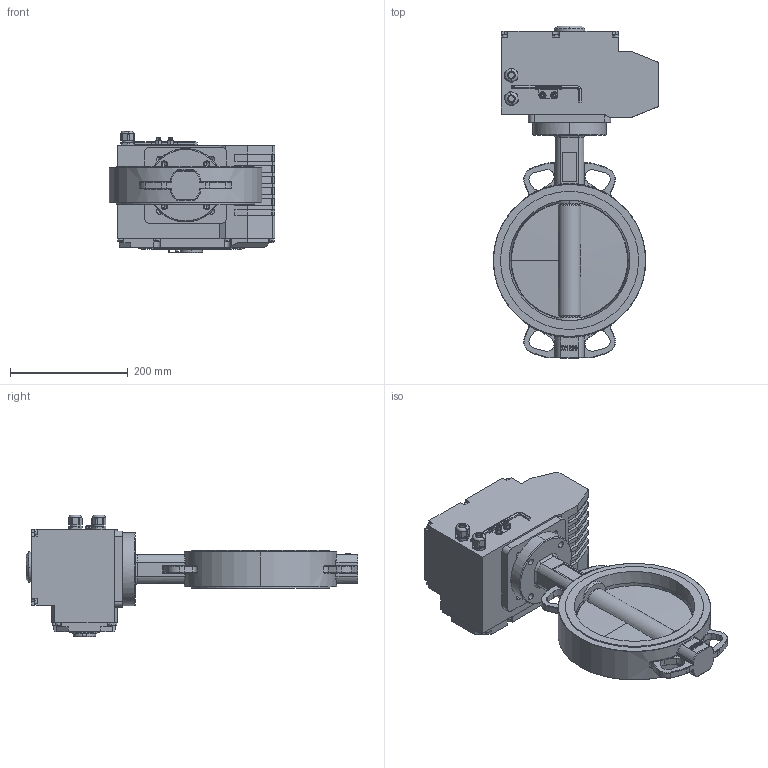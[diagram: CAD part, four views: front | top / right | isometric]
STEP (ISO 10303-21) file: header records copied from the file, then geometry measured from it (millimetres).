
FILE_DESCRIPTION (( 'STEP AP203' ), '1' );
FILE_NAME ('J9_DN200_AOX.STEP', '2023-02-17T08:35:37', ( '' ), ( '' ), 'SwSTEP 2.0', 'SolidWorks 2017', '' );
FILE_SCHEMA (( 'CONFIG_CONTROL_DESIGN' ));
Length unit declared in the file: millimetre
Products named in the file (1): J9_DN200_AOX
Bounding box: 282 x 565 x 207 mm (x, y, z)
Volume: 8324315 mm3; surface area: 482875.4 mm2
Topology: 1 solids, 5 shells, 1226 faces, 3130 edges, 1913 vertices
Faces by surface type: plane 583, cylinder 306, cone 136, torus 125, bspline 69, sphere 7
Entity records: 40493 total; most frequent: CARTESIAN_POINT 11316, ORIENTED_EDGE 6122, DIRECTION 6037, EDGE_CURVE 3061, AXIS2_PLACEMENT_3D 2176, VERTEX_POINT 1913, VECTOR 1685, LINE 1685
